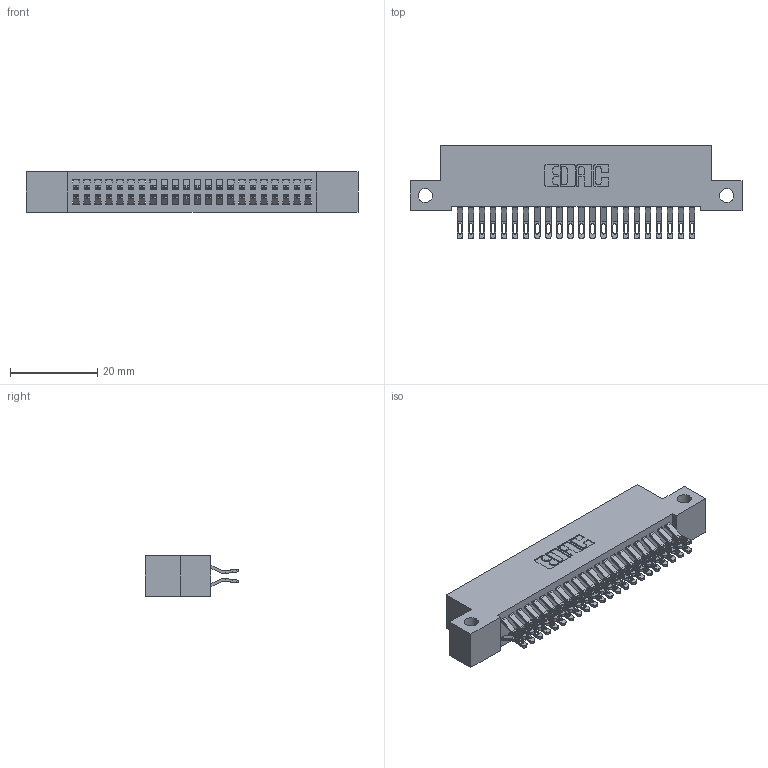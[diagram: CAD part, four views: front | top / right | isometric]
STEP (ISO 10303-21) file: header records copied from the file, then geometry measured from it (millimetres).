
FILE_DESCRIPTION (( 'STEP AP203' ), '1' );
FILE_NAME ('392-044-555-212.STEP', '2018-08-16T15:30:21', ( '' ), ( '' ), 'SwSTEP 2.0', 'SolidWorks 2016', '' );
FILE_SCHEMA (( 'CONFIG_CONTROL_DESIGN' ));
Length unit declared in the file: inch
Products named in the file (3): 345-292-001_555 Tail; 392-044-555-212; 342 Part_Side Mount
Assembly tree (45 placements, depth 2):
  392-044-555-212
    342 Part_Side Mount
    345-292-001_555 Tail  x44
Bounding box: 76.2 x 21.47 x 9.4 mm (x, y, z)
Volume: 6800.2 mm3; surface area: 10842.2 mm2
Topology: 45 solids, 45 shells, 2662 faces, 8351 edges, 5566 vertices
Faces by surface type: plane 1562, cylinder 1100
Entity records: 16937 total; most frequent: CARTESIAN_POINT 2864, ORIENTED_EDGE 2770, DIRECTION 2453, EDGE_CURVE 1385, LINE 1237, VECTOR 1237, VERTEX_POINT 922, AXIS2_PLACEMENT_3D 608
